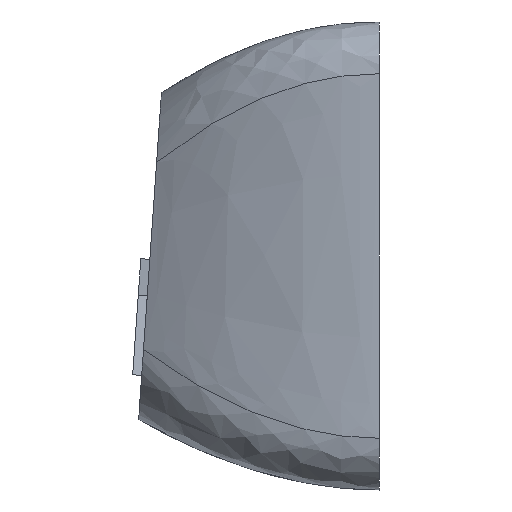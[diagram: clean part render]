
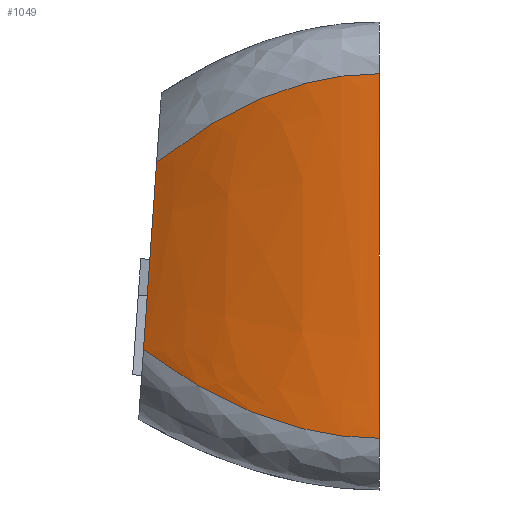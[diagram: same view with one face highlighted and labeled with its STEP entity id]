
A CAD part, left-side view. The second image highlights one B-rep face of the part: STEP entity #1049.
In plain terms, the highlighted free-form (B-spline) face has degree [3, 3] with [4, 4] control points.
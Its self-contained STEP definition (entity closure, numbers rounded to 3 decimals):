
#43=B_SPLINE_SURFACE_WITH_KNOTS('',3,3,((#2058,#2059,#2060,#2061),(#2062,
#2063,#2064,#2065),(#2066,#2067,#2068,#2069),(#2070,#2071,#2072,#2073)),
 .UNSPECIFIED.,.F.,.F.,.F.,(4,4),(4,4),(0.,1.),(0.,1.),.UNSPECIFIED.);
#80=B_SPLINE_CURVE_WITH_KNOTS('',3,(#2054,#2055,#2056,#2057),
 .UNSPECIFIED.,.F.,.F.,(4,4),(0.,1.),.UNSPECIFIED.);
#81=B_SPLINE_CURVE_WITH_KNOTS('',3,(#2074,#2075,#2076,#2077),
 .UNSPECIFIED.,.F.,.F.,(4,4),(0.,1.),.UNSPECIFIED.);
#108=FACE_OUTER_BOUND('',#169,.T.);
#169=EDGE_LOOP('',(#815,#816,#817,#818));
#232=LINE('',#1917,#341);
#237=LINE('',#1938,#346);
#341=VECTOR('',#1207,10.);
#346=VECTOR('',#1224,10.);
#459=VERTEX_POINT('',#1914);
#460=VERTEX_POINT('',#1916);
#469=VERTEX_POINT('',#1935);
#470=VERTEX_POINT('',#1937);
#578=EDGE_CURVE('',#460,#459,#232,.T.);
#588=EDGE_CURVE('',#469,#470,#237,.T.);
#596=EDGE_CURVE('',#469,#460,#80,.T.);
#597=EDGE_CURVE('',#470,#459,#81,.T.);
#815=ORIENTED_EDGE('',*,*,#588,.F.);
#816=ORIENTED_EDGE('',*,*,#596,.T.);
#817=ORIENTED_EDGE('',*,*,#578,.T.);
#818=ORIENTED_EDGE('',*,*,#597,.F.);
#1049=ADVANCED_FACE('',(#108),#43,.F.);
#1207=DIRECTION('',(0.,0.,1.));
#1224=DIRECTION('',(0.,-0.07,0.998));
#1914=CARTESIAN_POINT('',(0.,0.,16.1));
#1916=CARTESIAN_POINT('',(0.,0.,2.));
#1917=CARTESIAN_POINT('',(0.,0.,16.1));
#1935=CARTESIAN_POINT('',(2.7,9.12,5.431));
#1937=CARTESIAN_POINT('',(2.7,8.614,12.669));
#1938=CARTESIAN_POINT('',(2.7,8.614,12.669));
#2054=CARTESIAN_POINT('Ctrl Pts',(2.7,9.12,5.431));
#2055=CARTESIAN_POINT('Ctrl Pts',(0.9,6.08,3.144));
#2056=CARTESIAN_POINT('Ctrl Pts',(0.,2.956,
2.));
#2057=CARTESIAN_POINT('Ctrl Pts',(0.,0.,
2.));
#2058=CARTESIAN_POINT('Ctrl Pts',(2.7,9.12,5.431));
#2059=CARTESIAN_POINT('Ctrl Pts',(0.9,6.08,3.144));
#2060=CARTESIAN_POINT('Ctrl Pts',(0.,2.956,
2.));
#2061=CARTESIAN_POINT('Ctrl Pts',(0.,0.,
2.));
#2062=CARTESIAN_POINT('Ctrl Pts',(2.7,9.022,6.841));
#2063=CARTESIAN_POINT('Ctrl Pts',(0.939,6.014,4.776));
#2064=CARTESIAN_POINT('Ctrl Pts',(0.,2.956,
3.047));
#2065=CARTESIAN_POINT('Ctrl Pts',(0.,0.,
3.047));
#2066=CARTESIAN_POINT('Ctrl Pts',(2.7,8.713,11.259));
#2067=CARTESIAN_POINT('Ctrl Pts',(0.939,5.808,13.324));
#2068=CARTESIAN_POINT('Ctrl Pts',(0.,2.956,
15.053));
#2069=CARTESIAN_POINT('Ctrl Pts',(0.,0.,
15.053));
#2070=CARTESIAN_POINT('Ctrl Pts',(2.7,8.614,12.669));
#2071=CARTESIAN_POINT('Ctrl Pts',(0.9,5.743,14.956));
#2072=CARTESIAN_POINT('Ctrl Pts',(0.,2.956,
16.1));
#2073=CARTESIAN_POINT('Ctrl Pts',(0.,0.,16.1));
#2074=CARTESIAN_POINT('Ctrl Pts',(2.7,8.614,12.669));
#2075=CARTESIAN_POINT('Ctrl Pts',(0.9,5.743,14.956));
#2076=CARTESIAN_POINT('Ctrl Pts',(0.,2.956,
16.1));
#2077=CARTESIAN_POINT('Ctrl Pts',(0.,0.,16.1));
